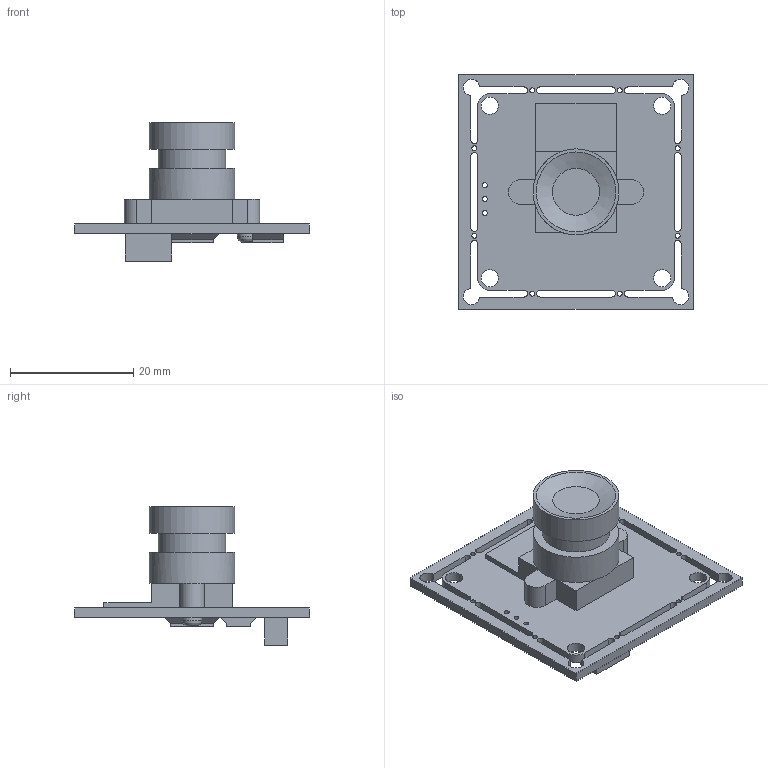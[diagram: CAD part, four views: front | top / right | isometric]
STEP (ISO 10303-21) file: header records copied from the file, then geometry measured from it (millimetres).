
FILE_DESCRIPTION(/* description */ (''),/* implementation_level */ '2;1');
FILE_NAME(/* name */ 'Arducam B0332.stp',/* time_stamp */ '2022-06-22T11:58:26-04:00',/* author */ ('njely'),/* organization */ (''),/* preprocessor_version */ 'ST-DEVELOPER v19',/* originating_system */ 'Autodesk Inventor 2023',/* authorisation */ '');
FILE_SCHEMA (('AUTOMOTIVE_DESIGN { 1 0 10303 214 3 1 1 }'));
Length unit declared in the file: inch
Products named in the file (1): Arducam B0332
Bounding box: 38.1 x 38.1 x 22.43 mm (x, y, z)
Volume: 4801.2 mm3; surface area: 4386.6 mm2
Topology: 1 solids, 1 shells, 130 faces, 339 edges, 220 vertices
Faces by surface type: plane 81, cylinder 46, bspline 2, cone 1
Full cylindrical faces by diameter (mm): 0.8 x11, 2.8 x4, 3.2 x2, 10.96 x1, 13.94 x2
Entity records: 4170 total; most frequent: CARTESIAN_POINT 742, DIRECTION 707, ORIENTED_EDGE 678, EDGE_CURVE 339, AXIS2_PLACEMENT_3D 239, LINE 229, VECTOR 229, VERTEX_POINT 220
